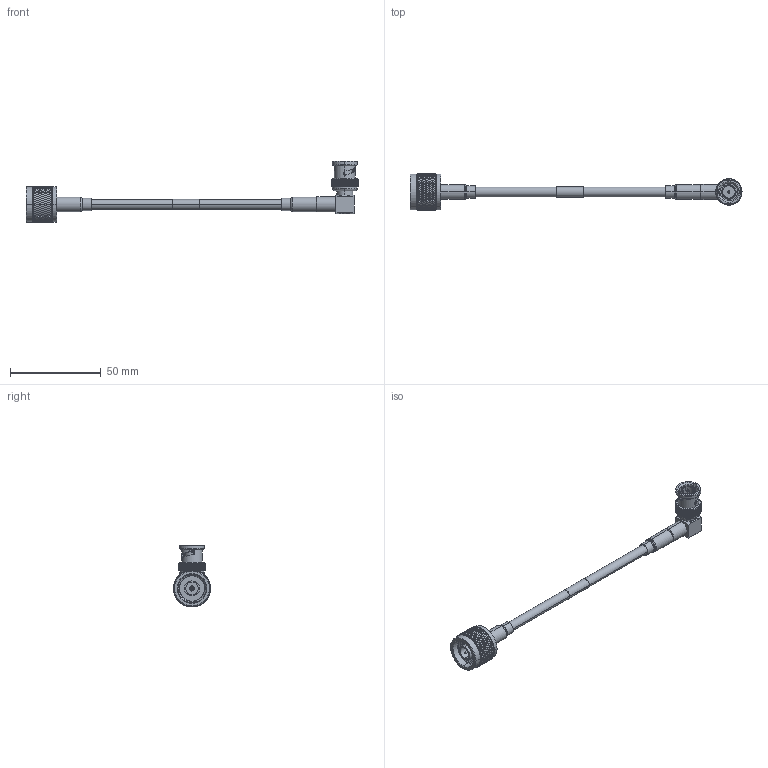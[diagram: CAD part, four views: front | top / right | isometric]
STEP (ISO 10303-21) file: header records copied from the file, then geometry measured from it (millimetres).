
FILE_DESCRIPTION (( 'STEP AP203' ), '1' );
FILE_NAME ('FMCA2697.STEP', '2022-03-09T17:06:56', ( '' ), ( '' ), 'SwSTEP 2.0', 'SolidWorks 2021', '' );
FILE_SCHEMA (( 'CONFIG_CONTROL_DESIGN' ));
Length unit declared in the file: millimetre
Products named in the file (5): CA-240-MA1_.75" Long; FMCA2697; RG223_with label; SC4263_SC 4263 -RG223; FMCN1372
Assembly tree (5 placements, depth 2):
  FMCA2697
    RG223_with label
    FMCN1372
    SC4263_SC 4263 -RG223
    CA-240-MA1_.75" Long  x2
Bounding box: 182.69 x 20.32 x 34.04 mm (x, y, z)
Volume: 10385.8 mm3; surface area: 11610.3 mm2
Topology: 7 solids, 7 shells, 2744 faces, 6092 edges, 3380 vertices
Faces by surface type: bspline 1805, cylinder 655, plane 210, cone 49, torus 25
Entity records: 104087 total; most frequent: CARTESIAN_POINT 63460, ORIENTED_EDGE 12096, EDGE_CURVE 6048, DIRECTION 3749, VERTEX_POINT 3356, EDGE_LOOP 2750, ADVANCED_FACE 2722, FACE_OUTER_BOUND 2722
